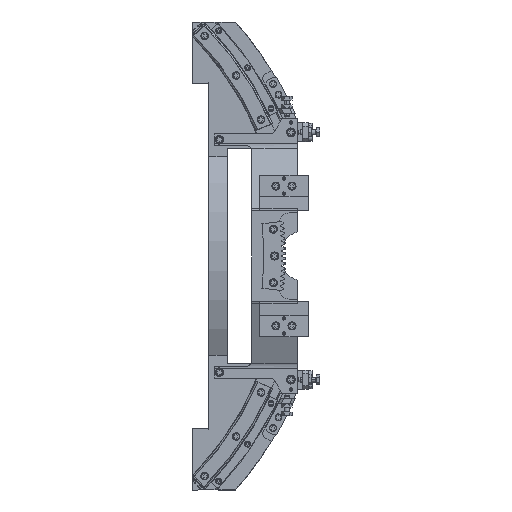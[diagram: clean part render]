
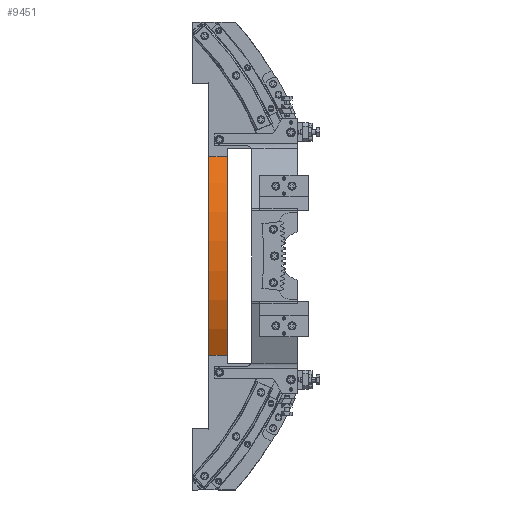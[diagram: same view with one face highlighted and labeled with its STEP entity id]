
A CAD part, left-side view. The second image highlights one B-rep face of the part: STEP entity #9451.
In plain terms, the highlighted cylindrical face has radius 365 mm (diameter 730 mm), a partial arc.
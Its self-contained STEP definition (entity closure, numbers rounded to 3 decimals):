
#472 = CARTESIAN_POINT ( 'NONE',  ( -315., -446.25, 184.391 ) ) ;
#885 = AXIS2_PLACEMENT_3D ( 'NONE', #63401, #52177, #46650 ) ;
#3856 = CARTESIAN_POINT ( 'NONE',  ( 0., -481.25, 0. ) ) ;
#8569 = CIRCLE ( 'NONE', #885, 365. ) ;
#8781 = CARTESIAN_POINT ( 'NONE',  ( -315., -446.25, -184.391 ) ) ;
#9451 = ADVANCED_FACE ( 'NONE', ( #20252 ), #38052, .T. ) ;
#10604 = ORIENTED_EDGE ( 'NONE', *, *, #27286, .T. ) ;
#12392 = CARTESIAN_POINT ( 'NONE',  ( -315., -416.25, -184.391 ) ) ;
#17608 = LINE ( 'NONE', #12392, #54016 ) ;
#18423 = DIRECTION ( 'NONE',  ( 0., -1., 0. ) ) ;
#19886 = EDGE_CURVE ( 'NONE', #25178, #43758, #28701, .T. ) ;
#20252 = FACE_OUTER_BOUND ( 'NONE', #49230, .T. ) ;
#23820 = CARTESIAN_POINT ( 'NONE',  ( -315., -481.25, -184.391 ) ) ;
#24047 = VERTEX_POINT ( 'NONE', #472 ) ;
#25018 = AXIS2_PLACEMENT_3D ( 'NONE', #3856, #28503, #45648 ) ;
#25178 = VERTEX_POINT ( 'NONE', #23820 ) ;
#27286 = EDGE_CURVE ( 'NONE', #49476, #25178, #17608, .T. ) ;
#28503 = DIRECTION ( 'NONE',  ( 0., 1., 0. ) ) ;
#28701 = CIRCLE ( 'NONE', #25018, 365. ) ;
#32853 = EDGE_CURVE ( 'NONE', #24047, #43758, #44161, .T. ) ;
#33021 = VECTOR ( 'NONE', #39854, 1000. ) ;
#34173 = AXIS2_PLACEMENT_3D ( 'NONE', #34754, #35281, #76694 ) ;
#34754 = CARTESIAN_POINT ( 'NONE',  ( 0., -416.25, 0. ) ) ;
#34895 = ORIENTED_EDGE ( 'NONE', *, *, #32853, .F. ) ;
#35281 = DIRECTION ( 'NONE',  ( 0., -1., 0. ) ) ;
#38052 = CYLINDRICAL_SURFACE ( 'NONE', #34173, 365. ) ;
#39854 = DIRECTION ( 'NONE',  ( 0., -1., 0. ) ) ;
#43758 = VERTEX_POINT ( 'NONE', #62678 ) ;
#44161 = LINE ( 'NONE', #69275, #33021 ) ;
#45488 = EDGE_CURVE ( 'NONE', #49476, #24047, #8569, .T. ) ;
#45648 = DIRECTION ( 'NONE',  ( 0., 0., 1. ) ) ;
#46650 = DIRECTION ( 'NONE',  ( 0., 0., 1. ) ) ;
#49230 = EDGE_LOOP ( 'NONE', ( #53021, #10604, #49949, #34895 ) ) ;
#49476 = VERTEX_POINT ( 'NONE', #8781 ) ;
#49949 = ORIENTED_EDGE ( 'NONE', *, *, #19886, .T. ) ;
#52177 = DIRECTION ( 'NONE',  ( 0., 1., 0. ) ) ;
#53021 = ORIENTED_EDGE ( 'NONE', *, *, #45488, .F. ) ;
#54016 = VECTOR ( 'NONE', #18423, 1000. ) ;
#62678 = CARTESIAN_POINT ( 'NONE',  ( -315., -481.25, 184.391 ) ) ;
#63401 = CARTESIAN_POINT ( 'NONE',  ( 0., -446.25, 0. ) ) ;
#69275 = CARTESIAN_POINT ( 'NONE',  ( -315., -416.25, 184.391 ) ) ;
#76694 = DIRECTION ( 'NONE',  ( 0., 0., -1. ) ) ;
